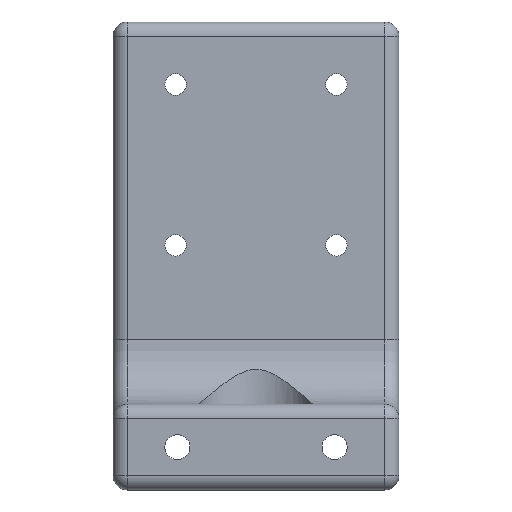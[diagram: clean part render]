
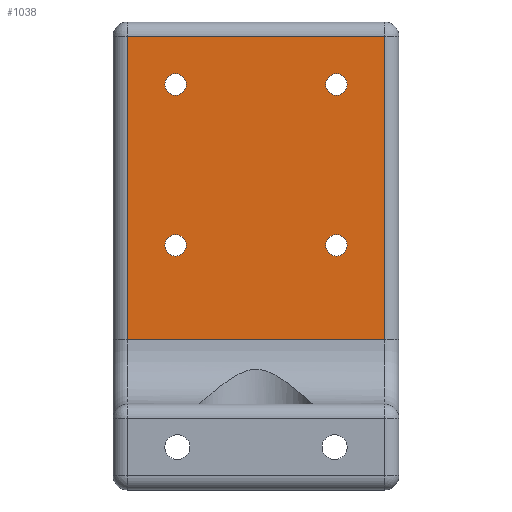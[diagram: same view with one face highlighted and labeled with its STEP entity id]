
A CAD part, front view. The second image highlights one B-rep face of the part: STEP entity #1038.
In plain terms, the highlighted planar face has unit normal (0, -1, 0).
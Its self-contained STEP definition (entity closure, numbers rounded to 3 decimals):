
#32=FACE_BOUND('',#154,.T.);
#33=FACE_BOUND('',#155,.T.);
#34=FACE_BOUND('',#156,.T.);
#35=FACE_BOUND('',#157,.T.);
#51=PLANE('',#1148);
#86=FACE_OUTER_BOUND('',#153,.T.);
#153=EDGE_LOOP('',(#777,#778,#779,#780));
#154=EDGE_LOOP('',(#781));
#155=EDGE_LOOP('',(#782));
#156=EDGE_LOOP('',(#783));
#157=EDGE_LOOP('',(#784));
#237=LINE('',#1691,#316);
#244=LINE('',#1713,#323);
#245=LINE('',#1740,#324);
#246=LINE('',#1741,#325);
#316=VECTOR('',#1339,10.);
#323=VECTOR('',#1368,10.);
#324=VECTOR('',#1373,10.);
#325=VECTOR('',#1374,10.);
#399=CIRCLE('',#1149,1.5);
#400=CIRCLE('',#1150,1.5);
#401=CIRCLE('',#1151,1.5);
#402=CIRCLE('',#1152,1.5);
#476=VERTEX_POINT('',#1684);
#478=VERTEX_POINT('',#1689);
#482=VERTEX_POINT('',#1712);
#483=VERTEX_POINT('',#1739);
#484=VERTEX_POINT('',#1742);
#485=VERTEX_POINT('',#1744);
#486=VERTEX_POINT('',#1746);
#487=VERTEX_POINT('',#1748);
#580=EDGE_CURVE('',#478,#476,#237,.T.);
#592=EDGE_CURVE('',#476,#482,#244,.T.);
#595=EDGE_CURVE('',#483,#478,#245,.T.);
#596=EDGE_CURVE('',#482,#483,#246,.T.);
#597=EDGE_CURVE('',#484,#484,#399,.T.);
#598=EDGE_CURVE('',#485,#485,#400,.T.);
#599=EDGE_CURVE('',#486,#486,#401,.T.);
#600=EDGE_CURVE('',#487,#487,#402,.T.);
#777=ORIENTED_EDGE('',*,*,#580,.F.);
#778=ORIENTED_EDGE('',*,*,#595,.F.);
#779=ORIENTED_EDGE('',*,*,#596,.F.);
#780=ORIENTED_EDGE('',*,*,#592,.F.);
#781=ORIENTED_EDGE('',*,*,#597,.T.);
#782=ORIENTED_EDGE('',*,*,#598,.T.);
#783=ORIENTED_EDGE('',*,*,#599,.T.);
#784=ORIENTED_EDGE('',*,*,#600,.T.);
#1038=ADVANCED_FACE('',(#86,#32,#33,#34,#35),#51,.T.);
#1148=AXIS2_PLACEMENT_3D('',#1738,#1371,#1372);
#1149=AXIS2_PLACEMENT_3D('',#1743,#1375,#1376);
#1150=AXIS2_PLACEMENT_3D('',#1745,#1377,#1378);
#1151=AXIS2_PLACEMENT_3D('',#1747,#1379,#1380);
#1152=AXIS2_PLACEMENT_3D('',#1749,#1381,#1382);
#1339=DIRECTION('',(0.,0.,-1.));
#1368=DIRECTION('',(-1.,0.,0.));
#1371=DIRECTION('center_axis',(0.,-1.,0.));
#1372=DIRECTION('ref_axis',(1.,0.,0.));
#1373=DIRECTION('',(1.,0.,0.));
#1374=DIRECTION('',(0.,0.,1.));
#1375=DIRECTION('center_axis',(0.,1.,0.));
#1376=DIRECTION('ref_axis',(1.,0.,0.));
#1377=DIRECTION('center_axis',(0.,1.,0.));
#1378=DIRECTION('ref_axis',(1.,0.,0.));
#1379=DIRECTION('center_axis',(0.,1.,0.));
#1380=DIRECTION('ref_axis',(1.,0.,0.));
#1381=DIRECTION('center_axis',(0.,1.,0.));
#1382=DIRECTION('ref_axis',(1.,0.,0.));
#1684=CARTESIAN_POINT('',(18.,-5.,-24.5));
#1689=CARTESIAN_POINT('',(18.,-5.,18.));
#1691=CARTESIAN_POINT('',(18.,-5.,-16.75));
#1712=CARTESIAN_POINT('',(-18.,-5.,-24.5));
#1713=CARTESIAN_POINT('',(4.,-5.,-24.5));
#1738=CARTESIAN_POINT('Origin',(0.,-5.,0.));
#1739=CARTESIAN_POINT('',(-18.,-5.,18.));
#1740=CARTESIAN_POINT('',(10.,-5.,18.));
#1741=CARTESIAN_POINT('',(-18.,-5.,10.));
#1742=CARTESIAN_POINT('',(-12.75,-5.,11.25));
#1743=CARTESIAN_POINT('Origin',(-11.25,-5.,11.25));
#1744=CARTESIAN_POINT('',(9.75,-5.,11.25));
#1745=CARTESIAN_POINT('Origin',(11.25,-5.,11.25));
#1746=CARTESIAN_POINT('',(-12.75,-5.,-11.25));
#1747=CARTESIAN_POINT('Origin',(-11.25,-5.,-11.25));
#1748=CARTESIAN_POINT('',(9.75,-5.,-11.25));
#1749=CARTESIAN_POINT('Origin',(11.25,-5.,-11.25));
